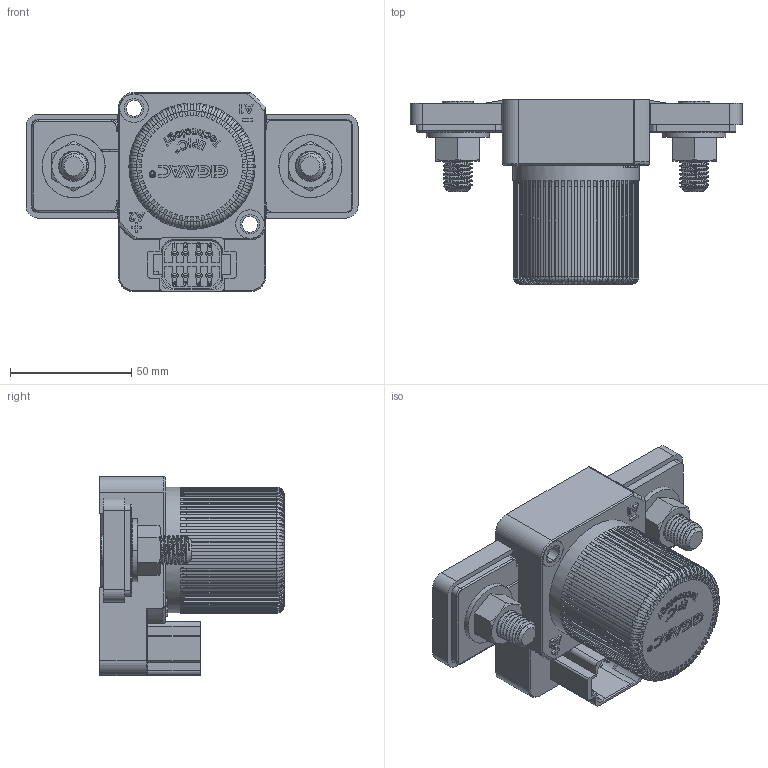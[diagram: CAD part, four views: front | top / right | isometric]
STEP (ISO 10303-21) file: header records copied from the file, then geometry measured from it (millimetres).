
FILE_DESCRIPTION (( 'STEP AP214' ), '1' );
FILE_NAME ('GXSA16_step_121815.STEP', '2015-12-18T21:39:10', ( 'Temp' ), ( '' ), 'SwSTEP 2.0', 'SolidWorks 2014', '' );
FILE_SCHEMA (( 'AUTOMOTIVE_DESIGN' ));
Length unit declared in the file: inch
Products named in the file (1): GXSA16_step_121815
Bounding box: 137.16 x 76.18 x 82.3 mm (x, y, z)
Volume: 111926.5 mm3; surface area: 99126.6 mm2
Topology: 21 solids, 21 shells, 2224 faces, 6076 edges, 4003 vertices
Faces by surface type: plane 1043, cylinder 625, torus 241, bspline 187, cone 128
Entity records: 124252 total; most frequent: CARTESIAN_POINT 39842, ORIENTED_EDGE 12152, DIRECTION 10871, EDGE_CURVE 6076, VERTEX_POINT 4003, AXIS2_PLACEMENT_3D 3760, LINE 3351, VECTOR 3351
